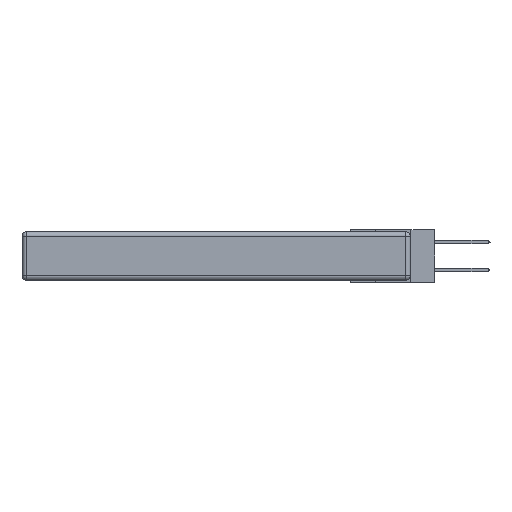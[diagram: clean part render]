
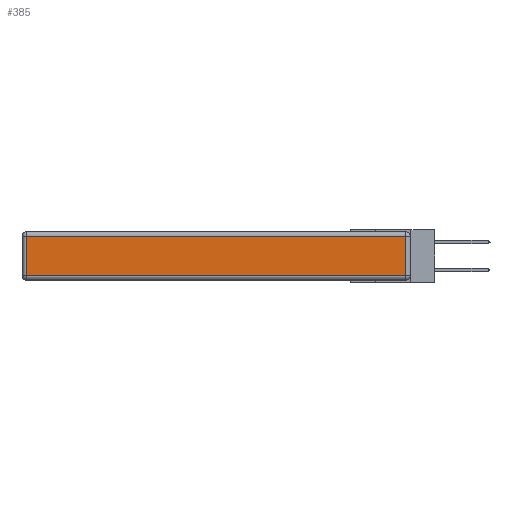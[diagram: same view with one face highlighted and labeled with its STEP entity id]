
A CAD part, left-side view. The second image highlights one B-rep face of the part: STEP entity #385.
In plain terms, the highlighted planar face has unit normal (-1, 0, 0).
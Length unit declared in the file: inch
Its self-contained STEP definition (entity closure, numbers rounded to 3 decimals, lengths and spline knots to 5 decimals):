
#110 = VECTOR ( 'NONE', #1171, 39.37008 ) ;
#385 = ADVANCED_FACE ( 'NONE', ( #11416 ), #12172, .T. ) ;
#676 = DIRECTION ( 'NONE',  ( 0., 0., 1. ) ) ;
#789 = CARTESIAN_POINT ( 'NONE',  ( 0., 2.72, -0.03 ) ) ;
#1155 = CARTESIAN_POINT ( 'NONE',  ( 0., 0.03, -0.03 ) ) ;
#1171 = DIRECTION ( 'NONE',  ( 0., 1., 0. ) ) ;
#1771 = ORIENTED_EDGE ( 'NONE', *, *, #13167, .T. ) ;
#2003 = CARTESIAN_POINT ( 'NONE',  ( 0., 0., -0.313 ) ) ;
#2038 = DIRECTION ( 'NONE',  ( -1., 0., 0. ) ) ;
#2986 = ORIENTED_EDGE ( 'NONE', *, *, #5599, .T. ) ;
#3124 = VECTOR ( 'NONE', #12635, 39.37008 ) ;
#3451 = CARTESIAN_POINT ( 'NONE',  ( 0., 0., -0.343 ) ) ;
#4786 = CARTESIAN_POINT ( 'NONE',  ( 0., 2.72, -0.313 ) ) ;
#5599 = EDGE_CURVE ( 'NONE', #13603, #18470, #17758, .T. ) ;
#5691 = CARTESIAN_POINT ( 'NONE',  ( 0., 2.72, -0.343 ) ) ;
#6296 = EDGE_CURVE ( 'NONE', #15425, #7486, #15936, .T. ) ;
#6871 = CARTESIAN_POINT ( 'NONE',  ( 0., 0.03, -0.343 ) ) ;
#6994 = DIRECTION ( 'NONE',  ( 0., 0., -1. ) ) ;
#7017 = CARTESIAN_POINT ( 'NONE',  ( 0., 0.03, -0.313 ) ) ;
#7486 = VERTEX_POINT ( 'NONE', #789 ) ;
#8233 = LINE ( 'NONE', #5691, #15848 ) ;
#10572 = ORIENTED_EDGE ( 'NONE', *, *, #6296, .T. ) ;
#11416 = FACE_OUTER_BOUND ( 'NONE', #12679, .T. ) ;
#12172 = PLANE ( 'NONE',  #18193 ) ;
#12635 = DIRECTION ( 'NONE',  ( 0., 0., 1. ) ) ;
#12679 = EDGE_LOOP ( 'NONE', ( #2986, #1771, #10572, #15021 ) ) ;
#13167 = EDGE_CURVE ( 'NONE', #18470, #15425, #18433, .T. ) ;
#13603 = VERTEX_POINT ( 'NONE', #4786 ) ;
#15021 = ORIENTED_EDGE ( 'NONE', *, *, #16754, .T. ) ;
#15425 = VERTEX_POINT ( 'NONE', #1155 ) ;
#15728 = CARTESIAN_POINT ( 'NONE',  ( 0., 2.75, -0.03 ) ) ;
#15848 = VECTOR ( 'NONE', #6994, 39.37008 ) ;
#15936 = LINE ( 'NONE', #15728, #110 ) ;
#16626 = DIRECTION ( 'NONE',  ( 0., -1., 0. ) ) ;
#16754 = EDGE_CURVE ( 'NONE', #7486, #13603, #8233, .T. ) ;
#17758 = LINE ( 'NONE', #2003, #18207 ) ;
#18193 = AXIS2_PLACEMENT_3D ( 'NONE', #3451, #2038, #676 ) ;
#18207 = VECTOR ( 'NONE', #16626, 39.37008 ) ;
#18433 = LINE ( 'NONE', #6871, #3124 ) ;
#18470 = VERTEX_POINT ( 'NONE', #7017 ) ;
